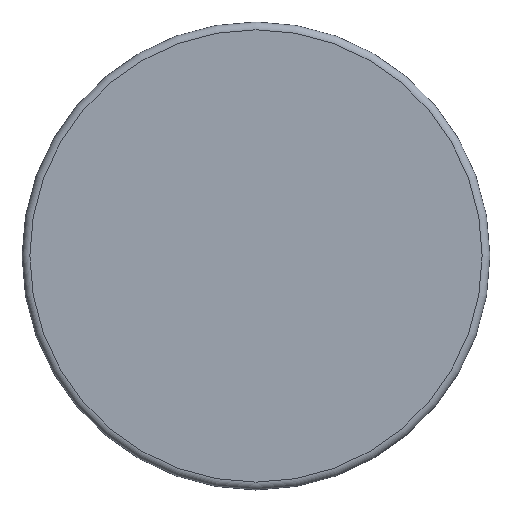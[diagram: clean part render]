
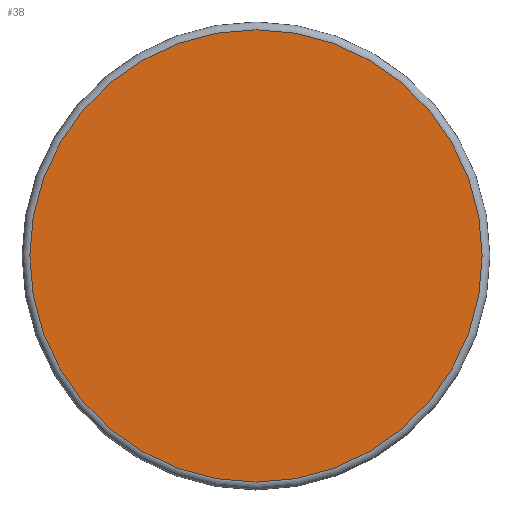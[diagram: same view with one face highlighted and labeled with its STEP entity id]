
A CAD part, top view. The second image highlights one B-rep face of the part: STEP entity #38.
In plain terms, the highlighted planar face has unit normal (0, 0, 1).
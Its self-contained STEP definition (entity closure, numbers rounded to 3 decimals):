
#38 = ADVANCED_FACE( '', ( #77 ), #78, .F. );
#77 = FACE_OUTER_BOUND( '', #148, .T. );
#78 = PLANE( '', #149 );
#148 = EDGE_LOOP( '', ( #182 ) );
#149 = AXIS2_PLACEMENT_3D( '', #183, #184, #185 );
#182 = ORIENTED_EDGE( '', *, *, #211, .T. );
#183 = CARTESIAN_POINT( '', ( 15., 0., 13.2 ) );
#184 = DIRECTION( '', ( 0., 0., -1. ) );
#185 = DIRECTION( '', ( -1., 0., 0. ) );
#211 = EDGE_CURVE( '', #227, #227, #228, .F. );
#227 = VERTEX_POINT( '', #249 );
#228 = CIRCLE( '', #250, 14.5 );
#249 = CARTESIAN_POINT( '', ( -14.5, 0., 13.2 ) );
#250 = AXIS2_PLACEMENT_3D( '', #271, #272, #273 );
#271 = CARTESIAN_POINT( '', ( 0., 0., 13.2 ) );
#272 = DIRECTION( '', ( 0., 0., -1. ) );
#273 = DIRECTION( '', ( -1., 0., 0. ) );
